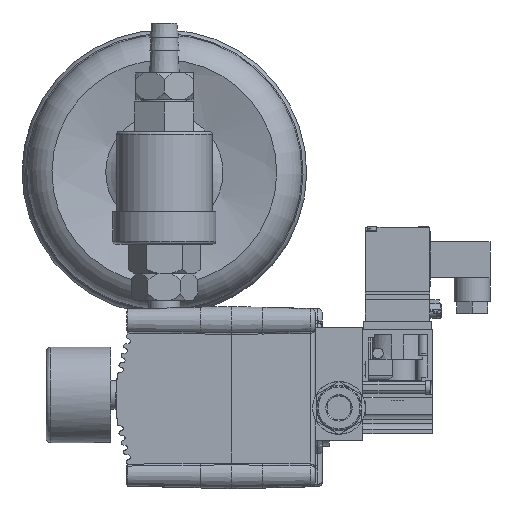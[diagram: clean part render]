
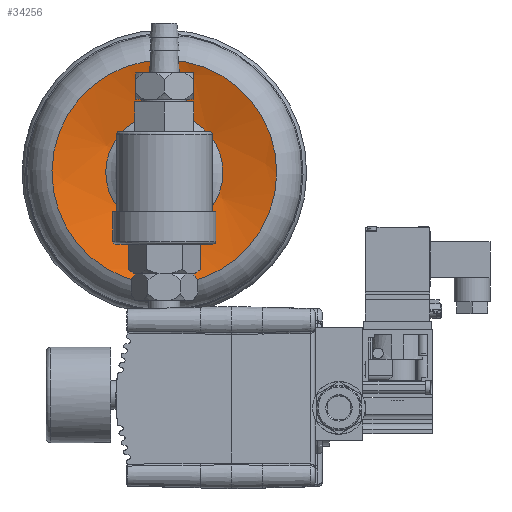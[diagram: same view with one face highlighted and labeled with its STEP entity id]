
A CAD part, left-side view. The second image highlights one B-rep face of the part: STEP entity #34256.
In plain terms, the highlighted spherical face has radius 137.607 mm.
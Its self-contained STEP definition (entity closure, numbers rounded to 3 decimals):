
#44=SPHERICAL_SURFACE('',#36751,137.607);
#3224=FACE_OUTER_BOUND('',#5438,.T.);
#5438=EDGE_LOOP('',(#24796,#24797));
#13808=CIRCLE('',#36748,46.972);
#13809=CIRCLE('',#36749,46.972);
#15539=VERTEX_POINT('',#55111);
#15540=VERTEX_POINT('',#55112);
#18950=EDGE_CURVE('',#15539,#15540,#13808,.T.);
#18951=EDGE_CURVE('',#15540,#15539,#13809,.T.);
#24796=ORIENTED_EDGE('',*,*,#18950,.T.);
#24797=ORIENTED_EDGE('',*,*,#18951,.T.);
#34256=ADVANCED_FACE('',(#3224),#44,.T.);
#36748=AXIS2_PLACEMENT_3D('',#55113,#41353,#41354);
#36749=AXIS2_PLACEMENT_3D('',#55114,#41355,#41356);
#36751=AXIS2_PLACEMENT_3D('',#55116,#41359,#41360);
#41353=DIRECTION('center_axis',(1.,0.,0.));
#41354=DIRECTION('ref_axis',(0.,-0.775,0.631));
#41355=DIRECTION('center_axis',(1.,0.,0.));
#41356=DIRECTION('ref_axis',(0.,-0.775,0.631));
#41359=DIRECTION('center_axis',(0.,-0.631,
-0.775));
#41360=DIRECTION('ref_axis',(1.,0.,0.));
#55111=CARTESIAN_POINT('',(3.8,4.951,107.179));
#55112=CARTESIAN_POINT('',(3.8,11.72,41.096));
#55113=CARTESIAN_POINT('Origin',(3.8,41.377,77.523));
#55114=CARTESIAN_POINT('Origin',(3.8,41.377,77.523));
#55116=CARTESIAN_POINT('Origin',(-125.542,41.377,77.523));
